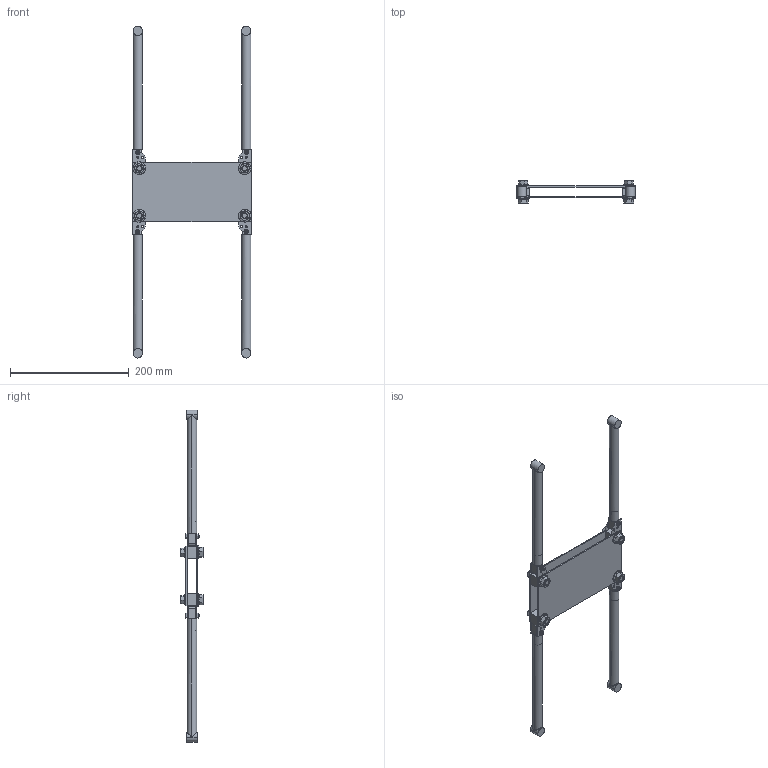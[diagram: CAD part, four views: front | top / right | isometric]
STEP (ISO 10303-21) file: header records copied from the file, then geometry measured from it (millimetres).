
FILE_DESCRIPTION (( 'STEP AP214' ), '1' );
FILE_NAME ('Q3_Draft_Test.STEP', '2021-06-18T18:46:54', ( '' ), ( '' ), 'SwSTEP 2.0', 'SolidWorks 2019', '' );
FILE_SCHEMA (( 'AUTOMOTIVE_DESIGN' ));
Length unit declared in the file: millimetre
Products named in the file (15): Q2_Darft2_2; Q3_Draft_Test; hhs(grade a)_is_IS 1364 HHS(Grade A)- M4 x 20-N; PivotRod2; CarbonTube; hexagon nut style 1_is_IS 1364-3 - M4-W-N; Q2_Darft2; Sheets; hexagon flange nut_is_IS 15581 - M10-N; Block2; Handle2; Plate2; hex flange bolt_is_IS 15582 - M10 x 30 x 30-N
Assembly tree (46 placements, depth 3):
  Q3_Draft_Test
    Sheets  x2
    Q2_Darft2_2
      Block2
      Handle2
      PivotRod2
      Plate2  x2
      hhs(grade a)_is_IS 1364 HHS(Grade A)- M4 x 20-N
      hexagon nut style 1_is_IS 1364-3 - M4-W-N
    Q2_Darft2
      Block2
      Handle2
      PivotRod2
      Plate2  x2
      hhs(grade a)_is_IS 1364 HHS(Grade A)- M4 x 20-N
      hexagon nut style 1_is_IS 1364-3 - M4-W-N
    Q2_Darft2_2
      Block2
      Handle2
      PivotRod2
      Plate2  x2
      hhs(grade a)_is_IS 1364 HHS(Grade A)- M4 x 20-N
      hexagon nut style 1_is_IS 1364-3 - M4-W-N
    Q2_Darft2
      Block2
      Handle2
      PivotRod2
      Plate2  x2
      hhs(grade a)_is_IS 1364 HHS(Grade A)- M4 x 20-N
      hexagon nut style 1_is_IS 1364-3 - M4-W-N
    hex flange bolt_is_IS 15582 - M10 x 30 x 30-N  x4
    hexagon flange nut_is_IS 15581 - M10-N  x4
    CarbonTube  x4
Bounding box: 200 x 39.7 x 560 mm (x, y, z)
Volume: 207645.1 mm3; surface area: 203703.8 mm2
Topology: 42 solids, 42 shells, 752 faces, 1664 edges, 1008 vertices
Faces by surface type: plane 320, cylinder 208, cone 160, bspline 48, torus 16
Entity records: 6407 total; most frequent: CARTESIAN_POINT 1706, DIRECTION 901, ORIENTED_EDGE 802, EDGE_CURVE 401, AXIS2_PLACEMENT_3D 369, VERTEX_POINT 242, EDGE_LOOP 209, ADVANCED_FACE 182
